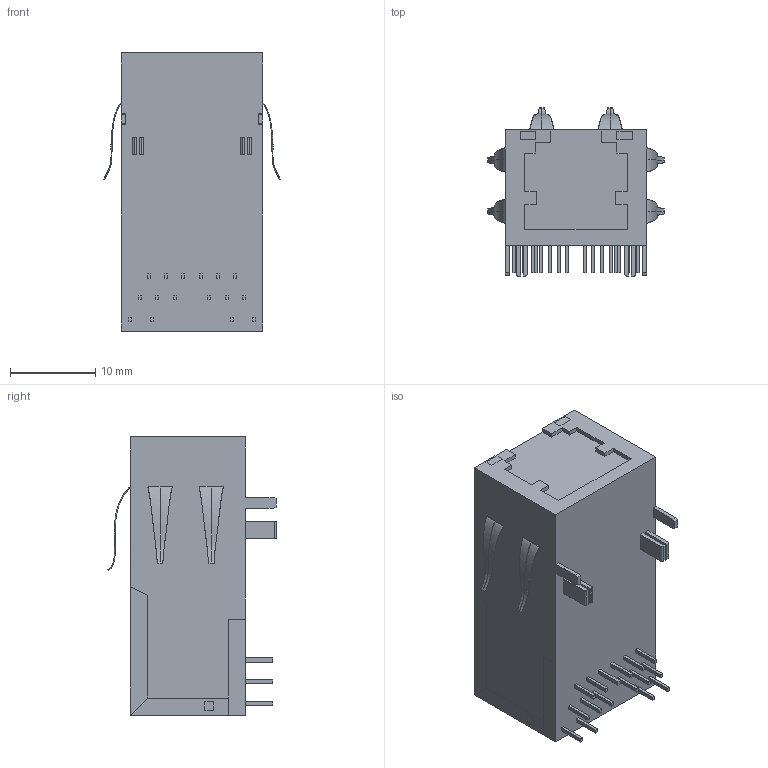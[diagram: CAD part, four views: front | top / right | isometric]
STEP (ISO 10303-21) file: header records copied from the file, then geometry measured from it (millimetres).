
FILE_DESCRIPTION (( 'STEP AP214' ), '1' );
FILE_NAME ('ARJP11C-MA.STEP', '2013-10-31T06:51:01', ( '' ), ( '' ), 'SwSTEP 2.0', 'SolidWorks 2012', '' );
FILE_SCHEMA (( 'AUTOMOTIVE_DESIGN' ));
Length unit declared in the file: millimetre
Products named in the file (1): ARJP11C-MA
Bounding box: 20.67 x 19.71 x 32.6 mm (x, y, z)
Volume: 7278.4 mm3; surface area: 2804.7 mm2
Topology: 1 solids, 1 shells, 301 faces, 815 edges, 560 vertices
Faces by surface type: plane 260, bspline 37, cylinder 4
Entity records: 14476 total; most frequent: CARTESIAN_POINT 5542, ORIENTED_EDGE 1630, DIRECTION 1307, EDGE_CURVE 815, VECTOR 721, LINE 721, VERTEX_POINT 560, EDGE_LOOP 345
